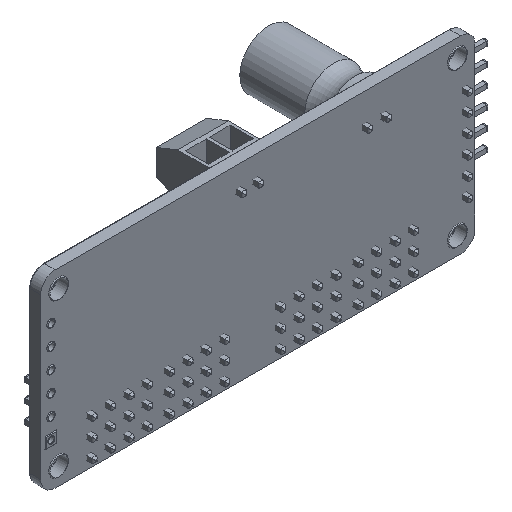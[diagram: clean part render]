
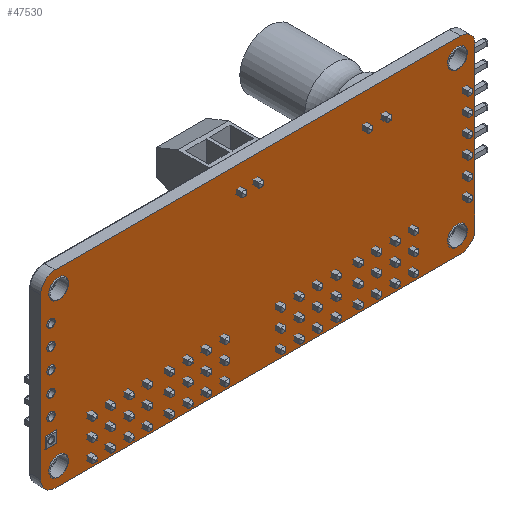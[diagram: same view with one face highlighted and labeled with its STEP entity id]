
A CAD part, isometric view. The second image highlights one B-rep face of the part: STEP entity #47530.
In plain terms, the highlighted planar face has unit normal (0, -1, 0).
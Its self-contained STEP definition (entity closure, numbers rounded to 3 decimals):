
#1171=FACE_BOUND('',#6243,.T.);
#1172=FACE_BOUND('',#6244,.T.);
#1173=FACE_BOUND('',#6245,.T.);
#1174=FACE_BOUND('',#6246,.T.);
#1175=FACE_BOUND('',#6247,.T.);
#1176=FACE_BOUND('',#6248,.T.);
#1177=FACE_BOUND('',#6249,.T.);
#1178=FACE_BOUND('',#6250,.T.);
#1179=FACE_BOUND('',#6251,.T.);
#1180=FACE_BOUND('',#6252,.T.);
#1196=PLANE('',#50903);
#3190=FACE_OUTER_BOUND('',#6242,.T.);
#6242=EDGE_LOOP('',(#32603,#32604,#32605,#32606,#32607,#32608,#32609,#32610));
#6243=EDGE_LOOP('',(#32611));
#6244=EDGE_LOOP('',(#32612));
#6245=EDGE_LOOP('',(#32613));
#6246=EDGE_LOOP('',(#32614));
#6247=EDGE_LOOP('',(#32615));
#6248=EDGE_LOOP('',(#32616));
#6249=EDGE_LOOP('',(#32617));
#6250=EDGE_LOOP('',(#32618));
#6251=EDGE_LOOP('',(#32619));
#6252=EDGE_LOOP('',(#32620));
#9288=LINE('',#70253,#14656);
#9292=LINE('',#70262,#14660);
#9299=LINE('',#70319,#14667);
#9302=LINE('',#70327,#14670);
#14656=VECTOR('',#55581,10.);
#14660=VECTOR('',#55591,10.);
#14667=VECTOR('',#55662,10.);
#14670=VECTOR('',#55671,10.);
#20010=CIRCLE('',#50822,0.55);
#20012=CIRCLE('',#50825,0.45);
#20014=CIRCLE('',#50828,0.55);
#20016=CIRCLE('',#50831,0.55);
#20018=CIRCLE('',#50834,0.55);
#20020=CIRCLE('',#50837,0.55);
#20037=CIRCLE('',#50864,2.);
#20038=CIRCLE('',#50867,2.);
#20046=CIRCLE('',#50878,1.35);
#20050=CIRCLE('',#50884,1.35);
#20054=CIRCLE('',#50890,1.35);
#20058=CIRCLE('',#50896,1.35);
#20059=CIRCLE('',#50899,2.);
#20060=CIRCLE('',#50902,2.);
#21010=VERTEX_POINT('',#70168);
#21012=VERTEX_POINT('',#70174);
#21014=VERTEX_POINT('',#70180);
#21016=VERTEX_POINT('',#70186);
#21018=VERTEX_POINT('',#70192);
#21020=VERTEX_POINT('',#70198);
#21037=VERTEX_POINT('',#70250);
#21038=VERTEX_POINT('',#70252);
#21039=VERTEX_POINT('',#70256);
#21040=VERTEX_POINT('',#70260);
#21041=VERTEX_POINT('',#70264);
#21048=VERTEX_POINT('',#70283);
#21051=VERTEX_POINT('',#70293);
#21054=VERTEX_POINT('',#70303);
#21057=VERTEX_POINT('',#70313);
#21058=VERTEX_POINT('',#70317);
#21059=VERTEX_POINT('',#70321);
#21060=VERTEX_POINT('',#70325);
#25475=EDGE_CURVE('',#21010,#21010,#20010,.T.);
#25478=EDGE_CURVE('',#21012,#21012,#20012,.T.);
#25481=EDGE_CURVE('',#21014,#21014,#20014,.T.);
#25484=EDGE_CURVE('',#21016,#21016,#20016,.T.);
#25487=EDGE_CURVE('',#21018,#21018,#20018,.T.);
#25490=EDGE_CURVE('',#21020,#21020,#20020,.T.);
#25516=EDGE_CURVE('',#21038,#21037,#9288,.T.);
#25519=EDGE_CURVE('',#21039,#21037,#20037,.T.);
#25521=EDGE_CURVE('',#21039,#21040,#9292,.T.);
#25523=EDGE_CURVE('',#21041,#21040,#20038,.T.);
#25532=EDGE_CURVE('',#21048,#21048,#20046,.T.);
#25537=EDGE_CURVE('',#21051,#21051,#20050,.T.);
#25542=EDGE_CURVE('',#21054,#21054,#20054,.T.);
#25547=EDGE_CURVE('',#21057,#21057,#20058,.T.);
#25549=EDGE_CURVE('',#21041,#21058,#9299,.T.);
#25551=EDGE_CURVE('',#21059,#21058,#20059,.T.);
#25553=EDGE_CURVE('',#21059,#21060,#9302,.T.);
#25554=EDGE_CURVE('',#21038,#21060,#20060,.T.);
#32603=ORIENTED_EDGE('',*,*,#25523,.F.);
#32604=ORIENTED_EDGE('',*,*,#25549,.T.);
#32605=ORIENTED_EDGE('',*,*,#25551,.F.);
#32606=ORIENTED_EDGE('',*,*,#25553,.T.);
#32607=ORIENTED_EDGE('',*,*,#25554,.F.);
#32608=ORIENTED_EDGE('',*,*,#25516,.T.);
#32609=ORIENTED_EDGE('',*,*,#25519,.F.);
#32610=ORIENTED_EDGE('',*,*,#25521,.T.);
#32611=ORIENTED_EDGE('',*,*,#25475,.T.);
#32612=ORIENTED_EDGE('',*,*,#25478,.T.);
#32613=ORIENTED_EDGE('',*,*,#25481,.T.);
#32614=ORIENTED_EDGE('',*,*,#25484,.T.);
#32615=ORIENTED_EDGE('',*,*,#25487,.T.);
#32616=ORIENTED_EDGE('',*,*,#25490,.T.);
#32617=ORIENTED_EDGE('',*,*,#25547,.F.);
#32618=ORIENTED_EDGE('',*,*,#25542,.F.);
#32619=ORIENTED_EDGE('',*,*,#25537,.F.);
#32620=ORIENTED_EDGE('',*,*,#25532,.F.);
#47530=ADVANCED_FACE('',(#3190,#1171,#1172,#1173,#1174,#1175,#1176,#1177,
#1178,#1179,#1180),#1196,.F.);
#50822=AXIS2_PLACEMENT_3D('',#70170,#55485,#55486);
#50825=AXIS2_PLACEMENT_3D('',#70176,#55492,#55493);
#50828=AXIS2_PLACEMENT_3D('',#70182,#55499,#55500);
#50831=AXIS2_PLACEMENT_3D('',#70188,#55506,#55507);
#50834=AXIS2_PLACEMENT_3D('',#70194,#55513,#55514);
#50837=AXIS2_PLACEMENT_3D('',#70200,#55520,#55521);
#50864=AXIS2_PLACEMENT_3D('',#70258,#55586,#55587);
#50867=AXIS2_PLACEMENT_3D('',#70266,#55595,#55596);
#50878=AXIS2_PLACEMENT_3D('',#70285,#55618,#55619);
#50884=AXIS2_PLACEMENT_3D('',#70295,#55631,#55632);
#50890=AXIS2_PLACEMENT_3D('',#70305,#55644,#55645);
#50896=AXIS2_PLACEMENT_3D('',#70315,#55657,#55658);
#50899=AXIS2_PLACEMENT_3D('',#70323,#55666,#55667);
#50902=AXIS2_PLACEMENT_3D('',#70329,#55674,#55675);
#50903=AXIS2_PLACEMENT_3D('',#70330,#55676,#55677);
#55485=DIRECTION('center_axis',(0.,1.,0.));
#55486=DIRECTION('ref_axis',(-1.,0.,0.));
#55492=DIRECTION('center_axis',(0.,1.,0.));
#55493=DIRECTION('ref_axis',(-1.,0.,0.));
#55499=DIRECTION('center_axis',(0.,1.,0.));
#55500=DIRECTION('ref_axis',(-1.,0.,0.));
#55506=DIRECTION('center_axis',(0.,1.,0.));
#55507=DIRECTION('ref_axis',(-1.,0.,0.));
#55513=DIRECTION('center_axis',(0.,1.,0.));
#55514=DIRECTION('ref_axis',(-1.,0.,0.));
#55520=DIRECTION('center_axis',(0.,1.,0.));
#55521=DIRECTION('ref_axis',(-1.,0.,0.));
#55581=DIRECTION('',(-1.,0.,0.));
#55586=DIRECTION('center_axis',(0.,1.,0.));
#55587=DIRECTION('ref_axis',(-1.,0.,0.));
#55591=DIRECTION('',(0.,0.,-1.));
#55595=DIRECTION('center_axis',(0.,1.,0.));
#55596=DIRECTION('ref_axis',(0.,0.,-1.));
#55618=DIRECTION('center_axis',(0.,-1.,0.));
#55619=DIRECTION('ref_axis',(1.,0.,0.));
#55631=DIRECTION('center_axis',(0.,-1.,0.));
#55632=DIRECTION('ref_axis',(1.,0.,0.));
#55644=DIRECTION('center_axis',(0.,-1.,0.));
#55645=DIRECTION('ref_axis',(1.,0.,0.));
#55657=DIRECTION('center_axis',(0.,-1.,0.));
#55658=DIRECTION('ref_axis',(1.,0.,0.));
#55662=DIRECTION('',(1.,0.,0.));
#55666=DIRECTION('center_axis',(0.,1.,0.));
#55667=DIRECTION('ref_axis',(1.,0.,0.));
#55671=DIRECTION('',(0.,0.,1.));
#55674=DIRECTION('center_axis',(0.,1.,0.));
#55675=DIRECTION('ref_axis',(0.,0.,1.));
#55676=DIRECTION('center_axis',(0.,1.,0.));
#55677=DIRECTION('ref_axis',(1.,0.,0.));
#70168=CARTESIAN_POINT('',(1.95,0.,14.5));
#70170=CARTESIAN_POINT('Origin',(1.4,0.,14.5));
#70174=CARTESIAN_POINT('',(1.85,0.,6.1));
#70176=CARTESIAN_POINT('Origin',(1.4,0.,6.1));
#70180=CARTESIAN_POINT('',(1.95,0.,17.3));
#70182=CARTESIAN_POINT('Origin',(1.4,0.,17.3));
#70186=CARTESIAN_POINT('',(1.95,0.,11.7));
#70188=CARTESIAN_POINT('Origin',(1.4,0.,11.7));
#70192=CARTESIAN_POINT('',(1.95,0.,8.9));
#70194=CARTESIAN_POINT('Origin',(1.4,0.,8.9));
#70198=CARTESIAN_POINT('',(1.95,0.,20.1));
#70200=CARTESIAN_POINT('Origin',(1.4,0.,20.1));
#70250=CARTESIAN_POINT('',(2.,0.,26.2));
#70252=CARTESIAN_POINT('',(58.2,0.,26.2));
#70253=CARTESIAN_POINT('',(58.2,0.,26.2));
#70256=CARTESIAN_POINT('',(0.,0.,24.2));
#70258=CARTESIAN_POINT('Origin',(2.,0.,24.2));
#70260=CARTESIAN_POINT('',(0.,0.,2.));
#70262=CARTESIAN_POINT('',(0.,0.,24.2));
#70264=CARTESIAN_POINT('',(2.,0.,0.));
#70266=CARTESIAN_POINT('Origin',(2.,0.,2.));
#70283=CARTESIAN_POINT('',(1.1,0.,2.45));
#70285=CARTESIAN_POINT('Origin',(2.45,0.,2.45));
#70293=CARTESIAN_POINT('',(56.4,0.,2.45));
#70295=CARTESIAN_POINT('Origin',(57.75,0.,2.45));
#70303=CARTESIAN_POINT('',(56.4,0.,23.75));
#70305=CARTESIAN_POINT('Origin',(57.75,0.,23.75));
#70313=CARTESIAN_POINT('',(1.1,0.,23.75));
#70315=CARTESIAN_POINT('Origin',(2.45,0.,23.75));
#70317=CARTESIAN_POINT('',(58.2,0.,0.));
#70319=CARTESIAN_POINT('',(2.,0.,0.));
#70321=CARTESIAN_POINT('',(60.2,0.,2.));
#70323=CARTESIAN_POINT('Origin',(58.2,0.,2.));
#70325=CARTESIAN_POINT('',(60.2,0.,24.2));
#70327=CARTESIAN_POINT('',(60.2,0.,2.));
#70329=CARTESIAN_POINT('Origin',(58.2,0.,24.2));
#70330=CARTESIAN_POINT('Origin',(30.1,0.,13.1));
